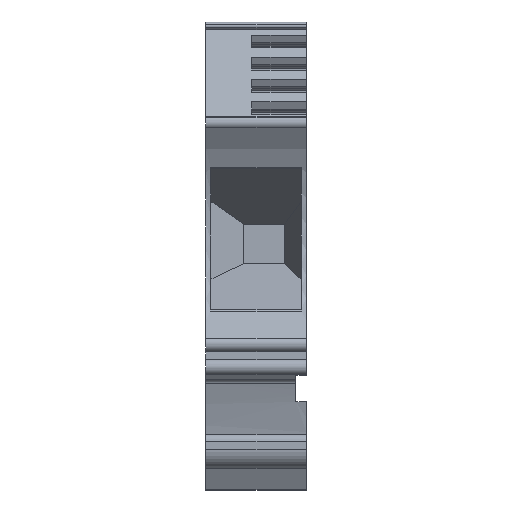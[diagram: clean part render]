
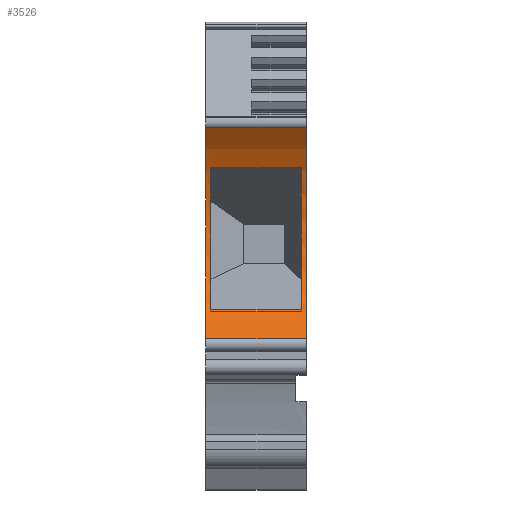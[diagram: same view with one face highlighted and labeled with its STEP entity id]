
A CAD part, front view. The second image highlights one B-rep face of the part: STEP entity #3526.
In plain terms, the highlighted cylindrical face has radius 15.05 mm (diameter 30.1 mm), a partial arc.
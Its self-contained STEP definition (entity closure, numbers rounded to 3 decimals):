
#603=AXIS2_PLACEMENT_3D('Circle Axis2P3D',#601,#602,$) ;
#3472=AXIS2_PLACEMENT_3D('Cylinder Axis2P3D',#3469,#3470,#3471) ;
#3476=AXIS2_PLACEMENT_3D('Circle Axis2P3D',#3474,#3475,$) ;
#3494=AXIS2_PLACEMENT_3D('Circle Axis2P3D',#3492,#3493,$) ;
#3510=AXIS2_PLACEMENT_3D('Circle Axis2P3D',#3508,#3509,$) ;
#598=CARTESIAN_POINT('Vertex',(0.,4.261,14.969)) ;
#601=CARTESIAN_POINT('Axis2P3D Location',(0.,-5.549,26.382)) ;
#605=CARTESIAN_POINT('Vertex',(0.,6.167,35.828)) ;
#3454=CARTESIAN_POINT('Vertex',(9.9,4.261,14.969)) ;
#3457=CARTESIAN_POINT('Line Origine',(9.9,4.261,14.969)) ;
#3469=CARTESIAN_POINT('Axis2P3D Location',(9.9,-5.549,26.382)) ;
#3474=CARTESIAN_POINT('Axis2P3D Location',(9.9,-5.549,26.382)) ;
#3478=CARTESIAN_POINT('Vertex',(9.9,6.167,35.828)) ;
#3481=CARTESIAN_POINT('Line Origine',(9.9,6.167,35.828)) ;
#3492=CARTESIAN_POINT('Axis2P3D Location',(9.4,-5.549,26.382)) ;
#3496=CARTESIAN_POINT('Vertex',(9.4,6.819,17.807)) ;
#3498=CARTESIAN_POINT('Vertex',(9.4,8.493,31.795)) ;
#3501=CARTESIAN_POINT('Line Origine',(9.9,6.819,17.807)) ;
#3505=CARTESIAN_POINT('Vertex',(0.5,6.819,17.807)) ;
#3508=CARTESIAN_POINT('Axis2P3D Location',(0.5,-5.549,26.382)) ;
#3512=CARTESIAN_POINT('Vertex',(0.5,8.493,31.795)) ;
#3515=CARTESIAN_POINT('Line Origine',(9.9,8.493,31.795)) ;
#602=DIRECTION('Axis2P3D Direction',(1.,0.,0.)) ;
#3458=DIRECTION('Vector Direction',(1.,0.,0.)) ;
#3470=DIRECTION('Axis2P3D Direction',(1.,0.,-0.)) ;
#3471=DIRECTION('Axis2P3D XDirection',(0.,0.,-1.)) ;
#3475=DIRECTION('Axis2P3D Direction',(1.,0.,-0.)) ;
#3482=DIRECTION('Vector Direction',(1.,0.,0.)) ;
#3493=DIRECTION('Axis2P3D Direction',(1.,0.,-0.)) ;
#3502=DIRECTION('Vector Direction',(1.,0.,0.)) ;
#3509=DIRECTION('Axis2P3D Direction',(1.,0.,-0.)) ;
#3516=DIRECTION('Vector Direction',(1.,0.,0.)) ;
#3459=VECTOR('Line Direction',#3458,1.) ;
#3483=VECTOR('Line Direction',#3482,1.) ;
#3503=VECTOR('Line Direction',#3502,1.) ;
#3517=VECTOR('Line Direction',#3516,1.) ;
#3487=ORIENTED_EDGE('',*,*,#607,.F.) ;
#3488=ORIENTED_EDGE('',*,*,#3461,.F.) ;
#3489=ORIENTED_EDGE('',*,*,#3480,.T.) ;
#3490=ORIENTED_EDGE('',*,*,#3485,.T.) ;
#3521=ORIENTED_EDGE('',*,*,#3500,.F.) ;
#3522=ORIENTED_EDGE('',*,*,#3507,.T.) ;
#3523=ORIENTED_EDGE('',*,*,#3514,.T.) ;
#3524=ORIENTED_EDGE('',*,*,#3519,.T.) ;
#3525=FACE_BOUND('',#3520,.T.) ;
#3526=ADVANCED_FACE('V1',(#3491,#3525),#3473,.F.) ;
#604=CIRCLE('generated circle',#603,15.05) ;
#3477=CIRCLE('generated circle',#3476,15.05) ;
#3495=CIRCLE('generated circle',#3494,15.05) ;
#3511=CIRCLE('generated circle',#3510,15.05) ;
#3473=CYLINDRICAL_SURFACE('generated cylinder',#3472,15.05) ;
#607=EDGE_CURVE('',#599,#606,#604,.T.) ;
#3461=EDGE_CURVE('',#3455,#599,#3460,.F.) ;
#3480=EDGE_CURVE('',#3455,#3479,#3477,.T.) ;
#3485=EDGE_CURVE('',#3479,#606,#3484,.F.) ;
#3500=EDGE_CURVE('',#3497,#3499,#3495,.T.) ;
#3507=EDGE_CURVE('',#3497,#3506,#3504,.F.) ;
#3514=EDGE_CURVE('',#3506,#3513,#3511,.T.) ;
#3519=EDGE_CURVE('',#3513,#3499,#3518,.T.) ;
#3486=EDGE_LOOP('',(#3487,#3488,#3489,#3490)) ;
#3520=EDGE_LOOP('',(#3521,#3522,#3523,#3524)) ;
#3491=FACE_OUTER_BOUND('',#3486,.T.) ;
#3460=LINE('Line',#3457,#3459) ;
#3484=LINE('Line',#3481,#3483) ;
#3504=LINE('Line',#3501,#3503) ;
#3518=LINE('Line',#3515,#3517) ;
#599=VERTEX_POINT('',#598) ;
#606=VERTEX_POINT('',#605) ;
#3455=VERTEX_POINT('',#3454) ;
#3479=VERTEX_POINT('',#3478) ;
#3497=VERTEX_POINT('',#3496) ;
#3499=VERTEX_POINT('',#3498) ;
#3506=VERTEX_POINT('',#3505) ;
#3513=VERTEX_POINT('',#3512) ;
